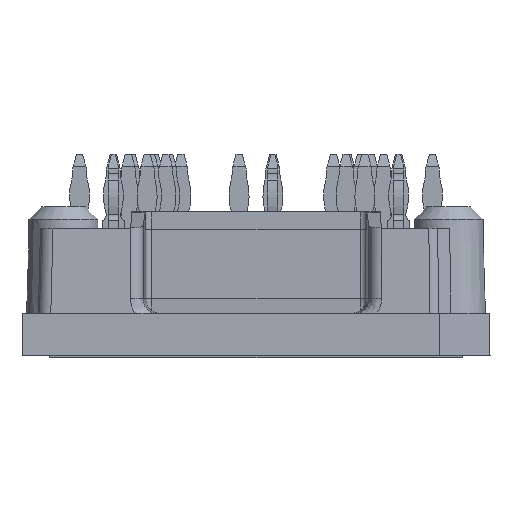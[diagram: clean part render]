
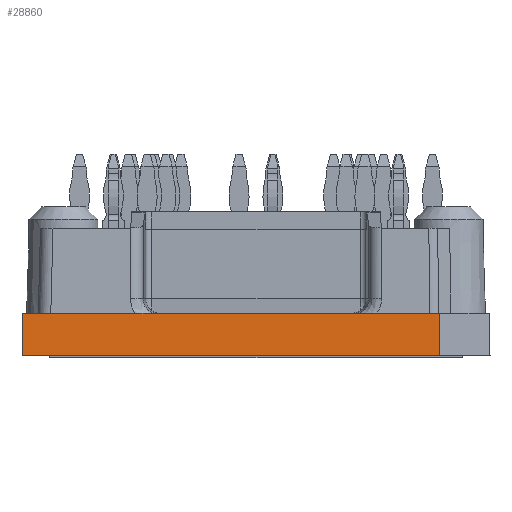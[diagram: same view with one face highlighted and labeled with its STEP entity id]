
A CAD part, left-side view. The second image highlights one B-rep face of the part: STEP entity #28860.
In plain terms, the highlighted planar face has unit normal (-1, 0, 0.018).
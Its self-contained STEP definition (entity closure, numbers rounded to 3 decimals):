
#2773=ORIENTED_EDGE('',*,*,#8408,.F.);
#2774=ORIENTED_EDGE('',*,*,#8425,.T.);
#2775=ORIENTED_EDGE('',*,*,#8434,.T.);
#2776=ORIENTED_EDGE('',*,*,#8435,.F.);
#8408=EDGE_CURVE('',#11188,#11190,#13241,.T.);
#8425=EDGE_CURVE('',#11188,#11193,#13258,.T.);
#8434=EDGE_CURVE('',#11193,#11194,#13267,.T.);
#8435=EDGE_CURVE('',#11190,#11194,#13268,.T.);
#11188=VERTEX_POINT('',#40716);
#11190=VERTEX_POINT('',#40719);
#11193=VERTEX_POINT('',#40745);
#11194=VERTEX_POINT('',#40758);
#13241=LINE('',#40718,#15554);
#13258=LINE('',#40746,#15571);
#13267=LINE('',#40757,#15580);
#13268=LINE('',#40759,#15581);
#15554=VECTOR('',#33426,1000.);
#15571=VECTOR('',#33457,1000.);
#15580=VECTOR('',#33470,1000.);
#15581=VECTOR('',#33471,1000.);
#17571=EDGE_LOOP('',(#2773,#2774,#2775,#2776));
#18842=FACE_BOUND('',#17571,.T.);
#19921=PLANE('',#30267);
#28860=ADVANCED_FACE('',(#18842),#19921,.T.);
#30267=AXIS2_PLACEMENT_3D('',#40756,#33468,#33469);
#33426=DIRECTION('',(-0.017,-0.007,-1.));
#33457=DIRECTION('',(0.,1.,0.));
#33468=DIRECTION('',(-1.,0.,0.017));
#33469=DIRECTION('',(0.017,0.,1.));
#33470=DIRECTION('',(-0.017,0.017,-1.));
#33471=DIRECTION('',(0.,1.,0.));
#40716=CARTESIAN_POINT('',(-40.941,-12.175,3.4));
#40718=CARTESIAN_POINT('',(-40.998,-12.199,0.134));
#40719=CARTESIAN_POINT('',(-41.,-12.2,0.));
#40745=CARTESIAN_POINT('',(-40.941,21.141,3.4));
#40746=CARTESIAN_POINT('',(-40.941,2.5,3.4));
#40756=CARTESIAN_POINT('',(-41.,2.5,0.));
#40757=CARTESIAN_POINT('',(-40.994,21.194,0.326));
#40758=CARTESIAN_POINT('',(-41.,21.2,0.));
#40759=CARTESIAN_POINT('',(-41.,2.5,0.));
